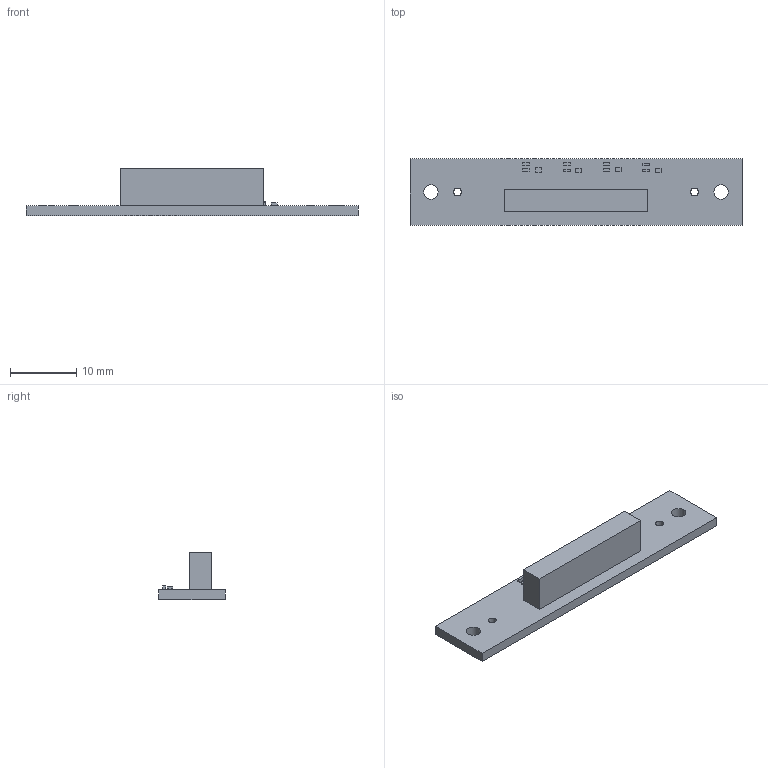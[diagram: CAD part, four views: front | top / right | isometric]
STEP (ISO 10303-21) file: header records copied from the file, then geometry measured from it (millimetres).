
FILE_DESCRIPTION(('Open CASCADE Model'),'2;1');
FILE_NAME('Open CASCADE Shape Model','2016-09-23T11:32:23',('Author'),( 'Open CASCADE'),'Open CASCADE STEP processor 6.8','Open CASCADE 6.8' ,'Unknown');
FILE_SCHEMA(('AUTOMOTIVE_DESIGN { 1 0 10303 214 1 1 1 1 }'));
Length unit declared in the file: millimetre
Products named in the file (23): PCB; Board; R4; 811220880; Extruded; R3; R2; R1; J1; 811221288; D4; 811221016; D3; D2; D1; C4; 811221152; C3; C2; C1
Assembly tree (31 placements, depth 4):
  PCB
    Board
    R4
      811220880
        Extruded
    R3
      811220880
        Extruded
    R2
      811220880
        Extruded
    R1
      811220880
        Extruded
    J1
      811221288
        Extruded
    D4
      811221016
        Extruded
    D3
      811221016
        Extruded
    D2
      811221016
        Extruded
    D1
      811221016
        Extruded
    C4
      811221152
        Extruded
    C3
      811221152
        Extruded
    C2
      811221152
        Extruded
    C1
      811221152
        Extruded
Bounding box: 50 x 10 x 7.09 mm (x, y, z)
Volume: 1149.5 mm3; surface area: 1647 mm2
Topology: 14 solids, 14 shells, 88 faces, 180 edges, 120 vertices
Faces by surface type: plane 84, cylinder 4
Full cylindrical faces by diameter (mm): 1.2 x2, 2.15 x2
Entity records: 2402 total; most frequent: CARTESIAN_POINT 378, DIRECTION 348, LINE 200, VECTOR 200, ORIENTED_EDGE 144, PCURVE 144, DEFINITIONAL_REPRESENTATION 144, AXIS2_PLACEMENT_3D 74
